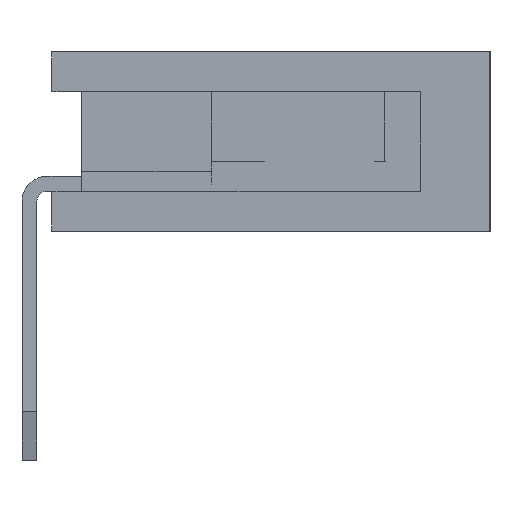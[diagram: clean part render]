
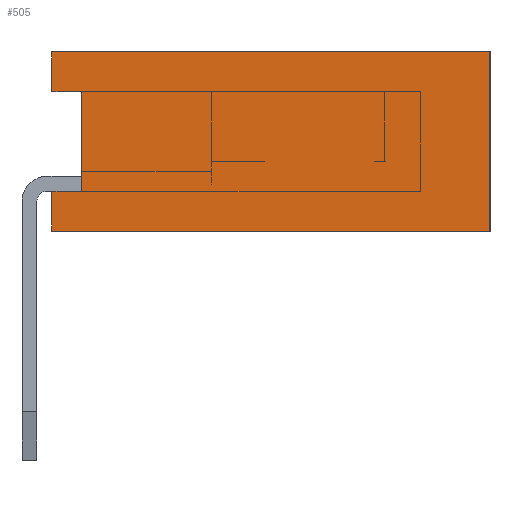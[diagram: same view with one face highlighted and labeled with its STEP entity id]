
A CAD part, left-side view. The second image highlights one B-rep face of the part: STEP entity #505.
In plain terms, the highlighted planar face has unit normal (-1, 0, 0).
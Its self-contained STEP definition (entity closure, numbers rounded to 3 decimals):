
#505=ADVANCED_FACE('',(#20757),#20759,.T.);
#20757=FACE_BOUND('',#20758,.T.);
#20758=EDGE_LOOP('',(#36953,#36954,#36955,#36956,#36957,#36958,#36959,#36960));
#20759=PLANE('',#20760);
#20760=AXIS2_PLACEMENT_3D('',#20761,#20762,#20763);
#20761=CARTESIAN_POINT('',(-0.635,-4.625,0.));
#20762=DIRECTION('',(-1.,0.,0.));
#20763=DIRECTION('',(0.,0.,1.));
#36953=ORIENTED_EDGE('',*,*,#48909,.T.);
#36954=ORIENTED_EDGE('',*,*,#49073,.T.);
#36955=ORIENTED_EDGE('',*,*,#48750,.T.);
#36956=ORIENTED_EDGE('',*,*,#49072,.F.);
#36957=ORIENTED_EDGE('',*,*,#49074,.F.);
#36958=ORIENTED_EDGE('',*,*,#49075,.T.);
#36959=ORIENTED_EDGE('',*,*,#49076,.T.);
#36960=ORIENTED_EDGE('',*,*,#49067,.F.);
#48750=EDGE_CURVE('',#54818,#54815,#54819,.F.);
#48909=EDGE_CURVE('',#55136,#55134,#55137,.F.);
#49067=EDGE_CURVE('',#55136,#55445,#55446,.T.);
#49072=EDGE_CURVE('',#55452,#54815,#55454,.T.);
#49073=EDGE_CURVE('',#55134,#54818,#55455,.T.);
#49074=EDGE_CURVE('',#55456,#55452,#55457,.T.);
#49075=EDGE_CURVE('',#55456,#55458,#55459,.T.);
#49076=EDGE_CURVE('',#55458,#55445,#55460,.T.);
#54815=VERTEX_POINT('',#64773);
#54818=VERTEX_POINT('',#64778);
#54819=LINE('',#64779,#64780);
#55134=VERTEX_POINT('',#65410);
#55136=VERTEX_POINT('',#65414);
#55137=LINE('',#65415,#65416);
#55445=VERTEX_POINT('',#66039);
#55446=LINE('',#66040,#66041);
#55452=VERTEX_POINT('',#66054);
#55454=LINE('',#66058,#66059);
#55455=LINE('',#66061,#66062);
#55456=VERTEX_POINT('',#66064);
#55457=LINE('',#66065,#66066);
#55458=VERTEX_POINT('',#66068);
#55459=LINE('',#66069,#66070);
#55460=LINE('',#66072,#66073);
#64773=CARTESIAN_POINT('',(-0.635,-0.225,0.4));
#64778=CARTESIAN_POINT('',(-0.635,-0.525,0.4));
#64779=CARTESIAN_POINT('',(-0.635,-0.225,0.4));
#64780=VECTOR('',#64781,1.);
#64781=DIRECTION('',(0.,-1.,0.));
#65410=CARTESIAN_POINT('',(-0.635,-0.525,1.4));
#65414=CARTESIAN_POINT('',(-0.635,-0.225,1.4));
#65415=CARTESIAN_POINT('',(-0.635,-0.525,1.4));
#65416=VECTOR('',#65417,1.);
#65417=DIRECTION('',(0.,1.,0.));
#66039=CARTESIAN_POINT('',(-0.635,-0.225,1.8));
#66040=CARTESIAN_POINT('',(-0.635,-0.225,1.4));
#66041=VECTOR('',#66042,1.);
#66042=DIRECTION('',(0.,0.,1.));
#66054=CARTESIAN_POINT('',(-0.635,-0.225,0.));
#66058=CARTESIAN_POINT('',(-0.635,-0.225,0.));
#66059=VECTOR('',#66060,1.);
#66060=DIRECTION('',(0.,0.,1.));
#66061=CARTESIAN_POINT('',(-0.635,-0.525,1.4));
#66062=VECTOR('',#66063,1.);
#66063=DIRECTION('',(0.,0.,-1.));
#66064=CARTESIAN_POINT('',(-0.635,-4.625,0.));
#66065=CARTESIAN_POINT('',(-0.635,-4.625,0.));
#66066=VECTOR('',#66067,1.);
#66067=DIRECTION('',(0.,1.,0.));
#66068=CARTESIAN_POINT('',(-0.635,-4.625,1.8));
#66069=CARTESIAN_POINT('',(-0.635,-4.625,0.));
#66070=VECTOR('',#66071,1.);
#66071=DIRECTION('',(0.,0.,1.));
#66072=CARTESIAN_POINT('',(-0.635,-4.625,1.8));
#66073=VECTOR('',#66074,1.);
#66074=DIRECTION('',(0.,1.,0.));
